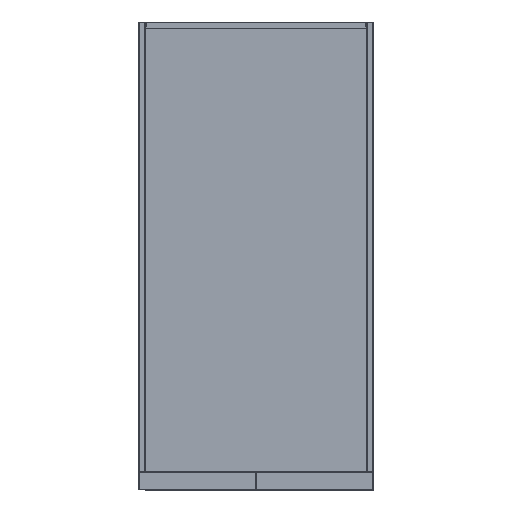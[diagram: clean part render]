
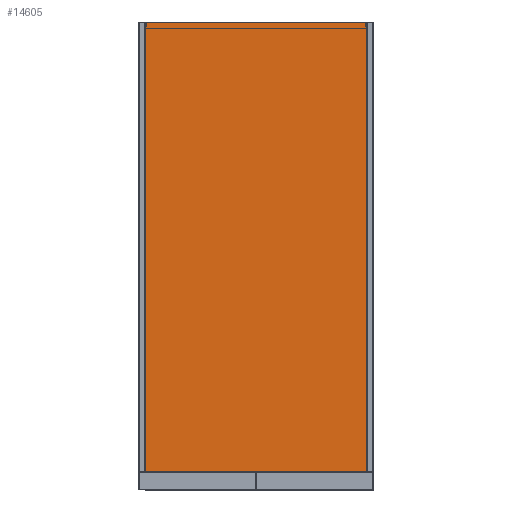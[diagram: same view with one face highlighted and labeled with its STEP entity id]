
A CAD part, front view. The second image highlights one B-rep face of the part: STEP entity #14605.
In plain terms, the highlighted planar face has unit normal (0, -1, 0).
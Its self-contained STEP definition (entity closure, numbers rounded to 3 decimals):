
#241 = ORIENTED_EDGE ( 'NONE', *, *, #12241, .F. ) ;
#433 = ORIENTED_EDGE ( 'NONE', *, *, #7234, .F. ) ;
#599 = LINE ( 'NONE', #9434, #10861 ) ;
#1759 = EDGE_CURVE ( 'NONE', #16059, #10547, #15905, .T. ) ;
#2914 = AXIS2_PLACEMENT_3D ( 'NONE', #3764, #15967, #7976 ) ;
#3000 = ORIENTED_EDGE ( 'NONE', *, *, #1759, .F. ) ;
#3522 = EDGE_LOOP ( 'NONE', ( #433, #241, #11687, #3000 ) ) ;
#3719 = VERTEX_POINT ( 'NONE', #8658 ) ;
#3764 = CARTESIAN_POINT ( 'NONE',  ( 455.8, -635., 1886.5 ) ) ;
#4211 = VERTEX_POINT ( 'NONE', #8847 ) ;
#5364 = CARTESIAN_POINT ( 'NONE',  ( 455.8, -635., 1886.5 ) ) ;
#5378 = FACE_OUTER_BOUND ( 'NONE', #3522, .T. ) ;
#6925 = DIRECTION ( 'NONE',  ( 1., 0., 0. ) ) ;
#7234 = EDGE_CURVE ( 'NONE', #4211, #16059, #599, .T. ) ;
#7956 = LINE ( 'NONE', #5364, #11905 ) ;
#7976 = DIRECTION ( 'NONE',  ( -1., 0., 0. ) ) ;
#8024 = VECTOR ( 'NONE', #9101, 1000. ) ;
#8658 = CARTESIAN_POINT ( 'NONE',  ( -455.727, -635., 1886.5 ) ) ;
#8847 = CARTESIAN_POINT ( 'NONE',  ( 455.727, -635., 1886.5 ) ) ;
#9101 = DIRECTION ( 'NONE',  ( 0., 0., 1. ) ) ;
#9434 = CARTESIAN_POINT ( 'NONE',  ( 455.727, -635., 1886.5 ) ) ;
#9919 = EDGE_CURVE ( 'NONE', #10547, #3719, #11571, .T. ) ;
#10453 = CARTESIAN_POINT ( 'NONE',  ( -455.727, -635., 1886.5 ) ) ;
#10547 = VERTEX_POINT ( 'NONE', #14571 ) ;
#10773 = DIRECTION ( 'NONE',  ( 0., 0., -1. ) ) ;
#10861 = VECTOR ( 'NONE', #10773, 1000. ) ;
#11153 = CARTESIAN_POINT ( 'NONE',  ( 455.727, -635., 37.5 ) ) ;
#11571 = LINE ( 'NONE', #10453, #8024 ) ;
#11687 = ORIENTED_EDGE ( 'NONE', *, *, #9919, .F. ) ;
#11905 = VECTOR ( 'NONE', #6925, 1000. ) ;
#12194 = DIRECTION ( 'NONE',  ( -1., 0., 0. ) ) ;
#12241 = EDGE_CURVE ( 'NONE', #3719, #4211, #7956, .T. ) ;
#12318 = VECTOR ( 'NONE', #12194, 1000. ) ;
#14571 = CARTESIAN_POINT ( 'NONE',  ( -455.727, -635., 37.5 ) ) ;
#14605 = ADVANCED_FACE ( 'NONE', ( #5378 ), #14631, .F. ) ;
#14631 = PLANE ( 'NONE',  #2914 ) ;
#14844 = CARTESIAN_POINT ( 'NONE',  ( 455.8, -635., 37.5 ) ) ;
#15905 = LINE ( 'NONE', #14844, #12318 ) ;
#15967 = DIRECTION ( 'NONE',  ( 0., 1., 0. ) ) ;
#16059 = VERTEX_POINT ( 'NONE', #11153 ) ;
